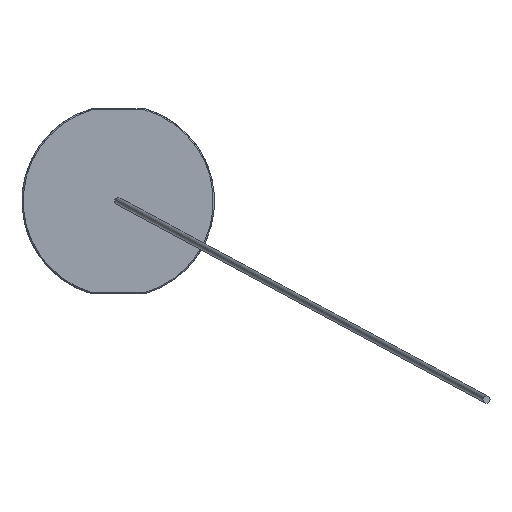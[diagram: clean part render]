
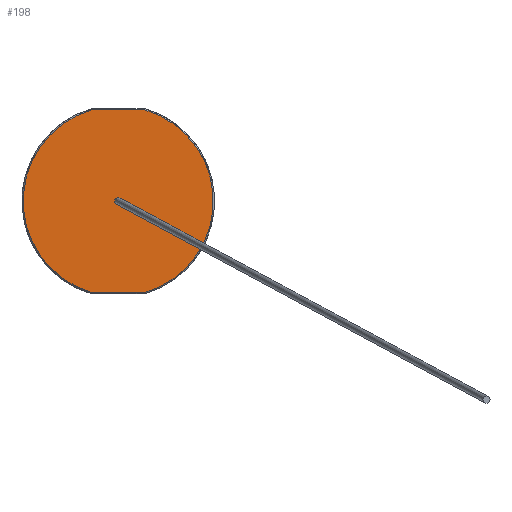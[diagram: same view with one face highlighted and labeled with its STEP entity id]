
A CAD part, left-side view. The second image highlights one B-rep face of the part: STEP entity #198.
In plain terms, the highlighted face is planar.
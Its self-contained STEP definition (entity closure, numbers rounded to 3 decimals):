
#30 = DIRECTION ( 'NONE',  ( 0., -1., 0. ) ) ;
#58 = FACE_OUTER_BOUND ( 'NONE', #1219, .T. ) ;
#64 = CARTESIAN_POINT ( 'NONE',  ( 0., 0., 100. ) ) ;
#138 = LINE ( 'NONE', #1135, #633 ) ;
#185 = CARTESIAN_POINT ( 'NONE',  ( 0., 0., 100. ) ) ;
#198 = ADVANCED_FACE ( 'NONE', ( #58 ), #295, .T. ) ;
#295 = PLANE ( 'NONE',  #793 ) ;
#304 = ORIENTED_EDGE ( 'NONE', *, *, #1006, .T. ) ;
#308 = DIRECTION ( 'NONE',  ( 1., 0., 0. ) ) ;
#321 = CARTESIAN_POINT ( 'NONE',  ( 161.229, -47.214, 100. ) ) ;
#324 = VECTOR ( 'NONE', #613, 1000. ) ;
#337 = ORIENTED_EDGE ( 'NONE', *, *, #1379, .T. ) ;
#390 = AXIS2_PLACEMENT_3D ( 'NONE', #1035, #691, #1374 ) ;
#424 = DIRECTION ( 'NONE',  ( 0., 0., 1. ) ) ;
#439 = CIRCLE ( 'NONE', #390, 168. ) ;
#460 = VERTEX_POINT ( 'NONE', #321 ) ;
#490 = CARTESIAN_POINT ( 'NONE',  ( -161.229, -47.214, 100. ) ) ;
#564 = ORIENTED_EDGE ( 'NONE', *, *, #741, .T. ) ;
#613 = DIRECTION ( 'NONE',  ( 0., 1., 0. ) ) ;
#633 = VECTOR ( 'NONE', #30, 1000. ) ;
#691 = DIRECTION ( 'NONE',  ( 0., 0., 1. ) ) ;
#704 = CIRCLE ( 'NONE', #1254, 168. ) ;
#713 = EDGE_CURVE ( 'NONE', #460, #978, #1044, .T. ) ;
#741 = EDGE_CURVE ( 'NONE', #798, #956, #138, .T. ) ;
#793 = AXIS2_PLACEMENT_3D ( 'NONE', #64, #848, #1307 ) ;
#798 = VERTEX_POINT ( 'NONE', #1061 ) ;
#848 = DIRECTION ( 'NONE',  ( 0., 0., 1. ) ) ;
#925 = CARTESIAN_POINT ( 'NONE',  ( 161.229, 47.5, 100. ) ) ;
#946 = CARTESIAN_POINT ( 'NONE',  ( 161.229, 47.214, 100. ) ) ;
#956 = VERTEX_POINT ( 'NONE', #490 ) ;
#978 = VERTEX_POINT ( 'NONE', #946 ) ;
#1006 = EDGE_CURVE ( 'NONE', #978, #798, #439, .T. ) ;
#1028 = ORIENTED_EDGE ( 'NONE', *, *, #713, .T. ) ;
#1035 = CARTESIAN_POINT ( 'NONE',  ( 0., 0., 100. ) ) ;
#1044 = LINE ( 'NONE', #925, #324 ) ;
#1061 = CARTESIAN_POINT ( 'NONE',  ( -161.229, 47.214, 100. ) ) ;
#1135 = CARTESIAN_POINT ( 'NONE',  ( -161.229, -47.5, 100. ) ) ;
#1219 = EDGE_LOOP ( 'NONE', ( #304, #564, #337, #1028 ) ) ;
#1254 = AXIS2_PLACEMENT_3D ( 'NONE', #185, #424, #308 ) ;
#1307 = DIRECTION ( 'NONE',  ( 1., 0., 0. ) ) ;
#1374 = DIRECTION ( 'NONE',  ( 1., 0., 0. ) ) ;
#1379 = EDGE_CURVE ( 'NONE', #956, #460, #704, .T. ) ;
